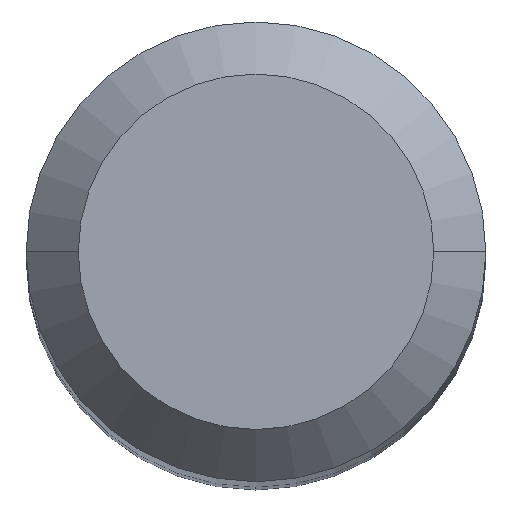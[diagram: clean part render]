
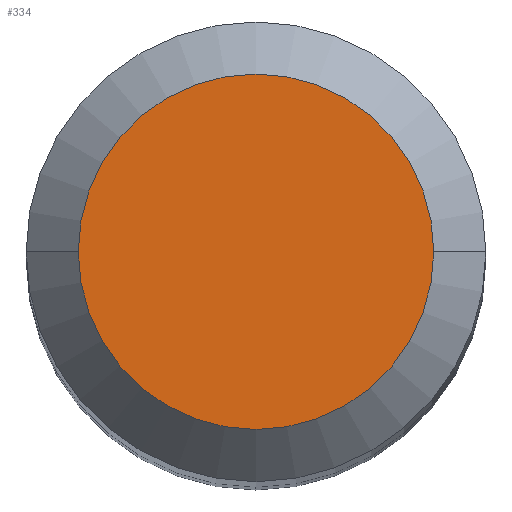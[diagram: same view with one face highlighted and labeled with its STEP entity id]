
A CAD part, top view. The second image highlights one B-rep face of the part: STEP entity #334.
In plain terms, the highlighted planar face has unit normal (0, 0, 1).
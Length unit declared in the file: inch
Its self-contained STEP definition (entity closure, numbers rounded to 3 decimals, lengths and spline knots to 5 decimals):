
#8 = ORIENTED_EDGE ( 'NONE', *, *, #257, .T. ) ;
#25 = CIRCLE ( 'NONE', #390, 0.10655 ) ;
#38 = CARTESIAN_POINT ( 'NONE',  ( 0.10655, 0., 0. ) ) ;
#51 = ORIENTED_EDGE ( 'NONE', *, *, #94, .T. ) ;
#69 = CARTESIAN_POINT ( 'NONE',  ( 0., 0., 0. ) ) ;
#94 = EDGE_CURVE ( 'NONE', #385, #277, #187, .T. ) ;
#111 = DIRECTION ( 'NONE',  ( 0., 0., 1. ) ) ;
#112 = CARTESIAN_POINT ( 'NONE',  ( 0., 0., 0. ) ) ;
#133 = CARTESIAN_POINT ( 'NONE',  ( 0., 0., 0. ) ) ;
#182 = EDGE_LOOP ( 'NONE', ( #8, #51 ) ) ;
#183 = AXIS2_PLACEMENT_3D ( 'NONE', #133, #347, #288 ) ;
#187 = CIRCLE ( 'NONE', #183, 0.10655 ) ;
#189 = DIRECTION ( 'NONE',  ( -1., 0., 0. ) ) ;
#202 = CARTESIAN_POINT ( 'NONE',  ( -0.10655, 0., 0. ) ) ;
#232 = DIRECTION ( 'NONE',  ( 1., 0., 0. ) ) ;
#257 = EDGE_CURVE ( 'NONE', #277, #385, #25, .T. ) ;
#277 = VERTEX_POINT ( 'NONE', #202 ) ;
#282 = PLANE ( 'NONE',  #336 ) ;
#288 = DIRECTION ( 'NONE',  ( 1., 0., 0. ) ) ;
#334 = ADVANCED_FACE ( 'NONE', ( #377 ), #282, .F. ) ;
#336 = AXIS2_PLACEMENT_3D ( 'NONE', #69, #349, #189 ) ;
#347 = DIRECTION ( 'NONE',  ( 0., 0., 1. ) ) ;
#349 = DIRECTION ( 'NONE',  ( 0., 0., -1. ) ) ;
#377 = FACE_OUTER_BOUND ( 'NONE', #182, .T. ) ;
#385 = VERTEX_POINT ( 'NONE', #38 ) ;
#390 = AXIS2_PLACEMENT_3D ( 'NONE', #112, #111, #232 ) ;
